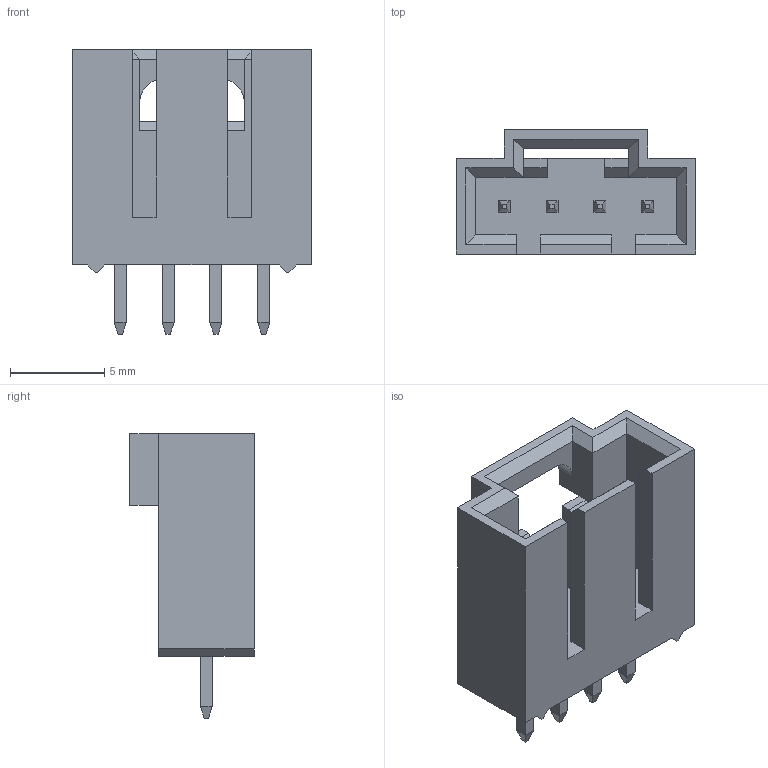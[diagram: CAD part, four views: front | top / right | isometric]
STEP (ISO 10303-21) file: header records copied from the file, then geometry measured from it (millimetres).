
FILE_DESCRIPTION( ( '' ), ' ' );
FILE_NAME( '5c50b7ca5e9c671540c19fc8.step', '2019-01-29T20:30:03', ( '' ), ( '' ), ' ', ' ', ' ' );
FILE_SCHEMA( ( 'AUTOMOTIVE_DESIGN { 1 0 10303 214 1 1 1 1 }' ) );
Length unit declared in the file: metre
Products named in the file (5): Open CASCADE STEP translator 6.8 2; Open CASCADE STEP translator 6.8 1
Bounding box: 12.7 x 6.6 x 15.11 mm (x, y, z)
Volume: 421.8 mm3; surface area: 909.3 mm2
Topology: 5 solids, 5 shells, 129 faces, 321 edges, 200 vertices
Faces by surface type: plane 127, cylinder 2
Entity records: 6416 total; most frequent: CARTESIAN_POINT 655, ORIENTED_EDGE 642, DIRECTION 593, STYLED_ITEM 450, PRESENTATION_STYLE_ASSIGNMENT 450, COLOUR_RGB 450, EDGE_CURVE 321, CURVE_STYLE 321
